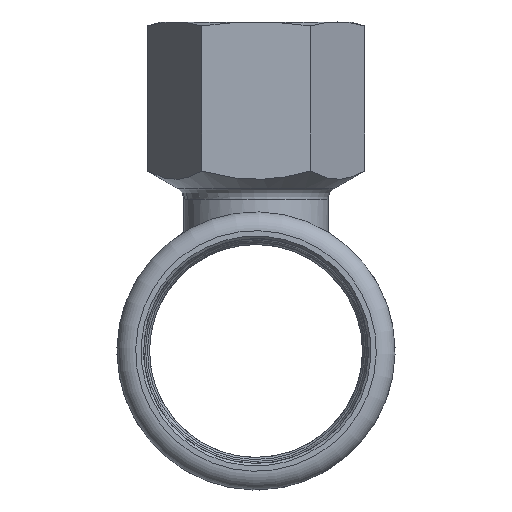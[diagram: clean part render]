
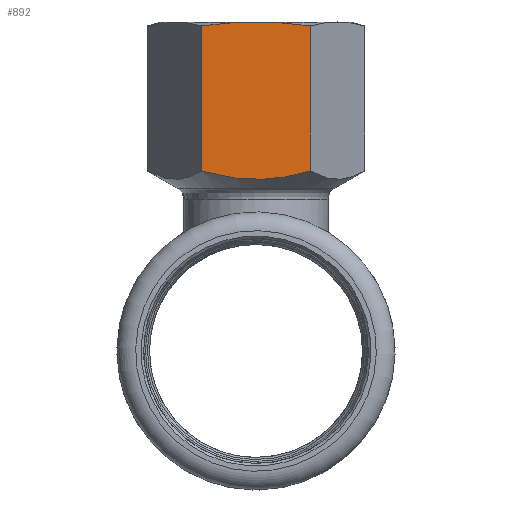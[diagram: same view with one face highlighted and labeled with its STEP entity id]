
A CAD part, left-side view. The second image highlights one B-rep face of the part: STEP entity #892.
In plain terms, the highlighted planar face has unit normal (-1, 0, 0).
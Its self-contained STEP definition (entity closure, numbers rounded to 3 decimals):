
#51=PLANE('',#979);
#66=(
BOUNDED_CURVE()
B_SPLINE_CURVE(2,(#1492,#1493,#1494),.UNSPECIFIED.,.F.,.F.)
B_SPLINE_CURVE_WITH_KNOTS((3,3),(-14.974,-11.464),
 .UNSPECIFIED.)
CURVE()
GEOMETRIC_REPRESENTATION_ITEM()
RATIONAL_B_SPLINE_CURVE((3.948,4.253,4.253))
REPRESENTATION_ITEM('')
);
#76=B_SPLINE_CURVE_WITH_KNOTS('',5,(#1499,#1500,#1501,#1502,#1503,#1504,
#1505,#1506,#1507,#1508,#1509,#1510,#1511,#1512,#1513),.UNSPECIFIED.,.F.,
 .F.,(6,3,3,3,6),(0.,25.663,64.087,91.916,106.402),
 .UNSPECIFIED.);
#77=B_SPLINE_CURVE_WITH_KNOTS('',5,(#1517,#1518,#1519,#1520,#1521,#1522,
#1523,#1524,#1525,#1526,#1527,#1528),.UNSPECIFIED.,.F.,.F.,(6,3,3,6),(53.192,
64.847,97.579,106.333),.UNSPECIFIED.);
#95=FACE_OUTER_BOUND('',#151,.T.);
#151=EDGE_LOOP('',(#582,#583,#584,#585,#586,#587));
#212=LINE('',#1497,#244);
#213=LINE('',#1515,#245);
#214=LINE('',#1529,#246);
#244=VECTOR('',#1128,1.);
#245=VECTOR('',#1129,1.);
#246=VECTOR('',#1130,10.);
#358=VERTEX_POINT('',#1486);
#359=VERTEX_POINT('',#1488);
#360=VERTEX_POINT('',#1496);
#361=VERTEX_POINT('',#1498);
#362=VERTEX_POINT('',#1514);
#363=VERTEX_POINT('',#1516);
#445=EDGE_CURVE('',#359,#358,#66,.T.);
#446=EDGE_CURVE('',#359,#360,#212,.F.);
#447=EDGE_CURVE('',#360,#361,#76,.T.);
#448=EDGE_CURVE('',#362,#361,#213,.T.);
#449=EDGE_CURVE('',#363,#362,#77,.T.);
#450=EDGE_CURVE('',#358,#363,#214,.T.);
#582=ORIENTED_EDGE('',*,*,#446,.T.);
#583=ORIENTED_EDGE('',*,*,#447,.T.);
#584=ORIENTED_EDGE('',*,*,#448,.F.);
#585=ORIENTED_EDGE('',*,*,#449,.F.);
#586=ORIENTED_EDGE('',*,*,#450,.F.);
#587=ORIENTED_EDGE('',*,*,#445,.F.);
#892=ADVANCED_FACE('',(#95),#51,.F.);
#979=AXIS2_PLACEMENT_3D('',#1495,#1126,#1127);
#1126=DIRECTION('center_axis',(1.,0.,0.));
#1127=DIRECTION('ref_axis',(0.,-1.,0.));
#1128=DIRECTION('',(0.,0.,1.));
#1129=DIRECTION('',(0.,0.,-1.));
#1130=DIRECTION('',(0.,-1.,0.));
#1486=CARTESIAN_POINT('',(-15.,0.004,52.5));
#1488=CARTESIAN_POINT('',(-15.,8.66,51.878));
#1492=CARTESIAN_POINT('Ctrl Pts',(-15.,8.66,51.878));
#1493=CARTESIAN_POINT('Ctrl Pts',(-15.,4.021,52.5));
#1494=CARTESIAN_POINT('Ctrl Pts',(-15.,0.004,52.5));
#1495=CARTESIAN_POINT('Origin',(-15.,8.66,52.5));
#1496=CARTESIAN_POINT('',(-15.,8.66,28.715));
#1497=CARTESIAN_POINT('',(-15.,8.66,40.297));
#1498=CARTESIAN_POINT('',(-15.,-8.66,28.715));
#1499=CARTESIAN_POINT('Ctrl Pts',(-15.,8.66,28.715));
#1500=CARTESIAN_POINT('Ctrl Pts',(-15.,7.662,28.427));
#1501=CARTESIAN_POINT('Ctrl Pts',(-15.,6.729,28.189));
#1502=CARTESIAN_POINT('Ctrl Pts',(-15.,5.847,27.993));
#1503=CARTESIAN_POINT('Ctrl Pts',(-15.,3.736,27.593));
#1504=CARTESIAN_POINT('Ctrl Pts',(-15.,1.796,27.4));
#1505=CARTESIAN_POINT('Ctrl Pts',(-15.,0.663,27.347));
#1506=CARTESIAN_POINT('Ctrl Pts',(-15.,-1.286,27.36));
#1507=CARTESIAN_POINT('Ctrl Pts',(-15.,-3.302,27.563));
#1508=CARTESIAN_POINT('Ctrl Pts',(-15.,-4.171,27.684));
#1509=CARTESIAN_POINT('Ctrl Pts',(-15.,-5.543,27.926));
#1510=CARTESIAN_POINT('Ctrl Pts',(-15.,-7.03,28.274));
#1511=CARTESIAN_POINT('Ctrl Pts',(-15.,-7.554,28.406));
#1512=CARTESIAN_POINT('Ctrl Pts',(-15.,-8.097,28.552));
#1513=CARTESIAN_POINT('Ctrl Pts',(-15.,-8.66,28.715));
#1514=CARTESIAN_POINT('',(-15.,-8.66,51.878));
#1515=CARTESIAN_POINT('',(-15.,-8.66,40.297));
#1516=CARTESIAN_POINT('',(-15.,-0.004,52.5));
#1517=CARTESIAN_POINT('Ctrl Pts',(-15.,-0.004,52.5));
#1518=CARTESIAN_POINT('Ctrl Pts',(-15.,-0.349,52.5));
#1519=CARTESIAN_POINT('Ctrl Pts',(-15.,-0.695,52.497));
#1520=CARTESIAN_POINT('Ctrl Pts',(-15.,-1.041,52.492));
#1521=CARTESIAN_POINT('Ctrl Pts',(-15.,-2.367,52.461));
#1522=CARTESIAN_POINT('Ctrl Pts',(-15.,-3.725,52.391));
#1523=CARTESIAN_POINT('Ctrl Pts',(-15.,-4.761,52.316));
#1524=CARTESIAN_POINT('Ctrl Pts',(-15.,-6.143,52.187));
#1525=CARTESIAN_POINT('Ctrl Pts',(-15.,-7.659,52.007));
#1526=CARTESIAN_POINT('Ctrl Pts',(-15.,-7.985,51.967));
#1527=CARTESIAN_POINT('Ctrl Pts',(-15.,-8.319,51.924));
#1528=CARTESIAN_POINT('Ctrl Pts',(-15.,-8.66,51.878));
#1529=CARTESIAN_POINT('',(-15.,0.004,52.5));
